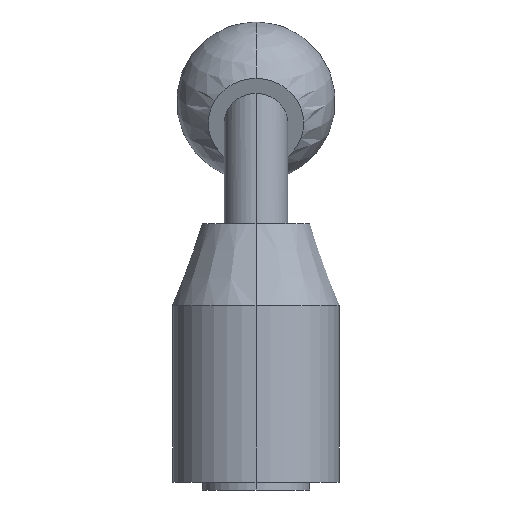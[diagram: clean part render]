
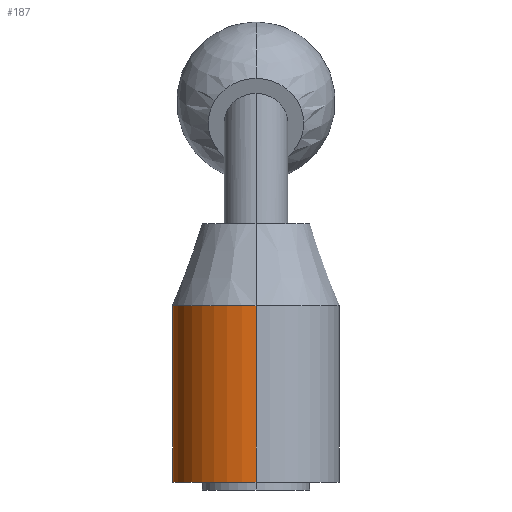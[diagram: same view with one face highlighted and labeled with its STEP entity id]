
A CAD part, left-side view. The second image highlights one B-rep face of the part: STEP entity #187.
In plain terms, the highlighted cylindrical face has radius 10.5 mm (diameter 21 mm), a partial arc.
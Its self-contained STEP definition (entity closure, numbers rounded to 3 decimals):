
#145=EDGE_CURVE('',#287,#295,#383,.T.);
#187=ADVANCED_FACE('',(#429),#430,.T.);
#259=EDGE_CURVE('',#295,#273,#512,.T.);
#265=EDGE_CURVE('',#281,#273,#518,.T.);
#273=VERTEX_POINT('',#527);
#277=EDGE_CURVE('',#281,#287,#532,.T.);
#281=VERTEX_POINT('',#536);
#287=VERTEX_POINT('',#543);
#295=VERTEX_POINT('',#551);
#383=CIRCLE('',#640,10.5);
#429=FACE_OUTER_BOUND('',#700,.T.);
#430=CYLINDRICAL_SURFACE('',#701,10.5);
#512=LINE('',#842,#843);
#518=CIRCLE('',#850,10.5);
#527=CARTESIAN_POINT('',(-10.5,0.,1.0));
#532=LINE('',#865,#866);
#536=CARTESIAN_POINT('',(10.5,0.0,1.0));
#543=CARTESIAN_POINT('',(10.5,0.0,23.163));
#551=CARTESIAN_POINT('',(-10.5,0.,23.163));
#640=AXIS2_PLACEMENT_3D('',#1032,#1033,#1034);
#700=EDGE_LOOP('',(#1100,#1101,#1102,#1103));
#701=AXIS2_PLACEMENT_3D('',#1104,#1105,#1106);
#842=CARTESIAN_POINT('',(-10.5,0.,12.082));
#843=VECTOR('',#1192,1.0);
#850=AXIS2_PLACEMENT_3D('',#1193,#1194,#1195);
#865=CARTESIAN_POINT('',(10.5,0.,12.082));
#866=VECTOR('',#1216,1.0);
#1032=CARTESIAN_POINT('',(0.0,0.0,23.163));
#1033=DIRECTION('',(0.0,0.0,1.0));
#1034=DIRECTION('',(1.0,0.0,0.0));
#1100=ORIENTED_EDGE('',*,*,#277,.F.);
#1101=ORIENTED_EDGE('',*,*,#265,.T.);
#1102=ORIENTED_EDGE('',*,*,#259,.F.);
#1103=ORIENTED_EDGE('',*,*,#145,.F.);
#1104=CARTESIAN_POINT('',(0.0,0.0,12.082));
#1105=DIRECTION('',(-0.0,-0.0,-1.0));
#1106=DIRECTION('',(1.0,0.0,0.0));
#1192=DIRECTION('',(-0.0,-0.0,-1.0));
#1193=CARTESIAN_POINT('',(0.0,0.0,1.0));
#1194=DIRECTION('',(0.0,0.0,1.0));
#1195=DIRECTION('',(1.0,0.0,0.0));
#1216=DIRECTION('',(0.0,0.0,1.0));
